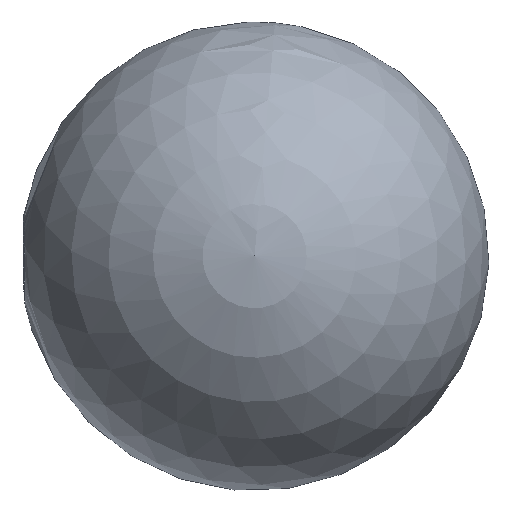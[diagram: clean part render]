
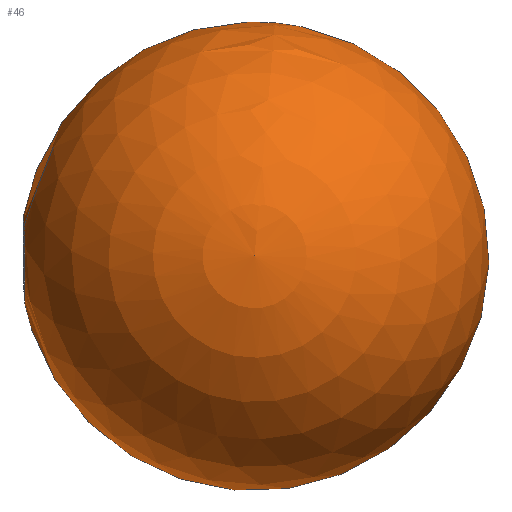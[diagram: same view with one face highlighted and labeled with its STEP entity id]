
A CAD part, top view. The second image highlights one B-rep face of the part: STEP entity #46.
In plain terms, the highlighted spherical face has radius 10 mm.
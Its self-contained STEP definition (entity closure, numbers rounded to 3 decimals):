
#46=ADVANCED_FACE('',(#54),#52,.T.);
#52=SPHERICAL_SURFACE('',#125,10.);
#54=FACE_OUTER_BOUND('',#60,.T.);
#60=EDGE_LOOP('',(#70,#71,#72,#73));
#66=CIRCLE('',#123,2.);
#67=CIRCLE('',#124,1.6);
#70=ORIENTED_EDGE('',*,*,#102,.F.);
#71=ORIENTED_EDGE('',*,*,#103,.F.);
#72=ORIENTED_EDGE('',*,*,#104,.F.);
#73=ORIENTED_EDGE('',*,*,#105,.T.);
#94=VERTEX_POINT('',#170);
#95=VERTEX_POINT('',#171);
#96=VERTEX_POINT('',#173);
#97=VERTEX_POINT('',#186);
#102=EDGE_CURVE('',#94,#95,#114,.T.);
#103=EDGE_CURVE('',#96,#94,#66,.T.);
#104=EDGE_CURVE('',#97,#96,#115,.T.);
#105=EDGE_CURVE('',#97,#95,#67,.T.);
#114=B_SPLINE_CURVE_WITH_KNOTS('',3,(#150,#151,#152,#153,#154,#155,#156,
#157,#158,#159,#160,#161,#162,#163,#164,#165,#166,#167,#168,#169),
 .UNSPECIFIED.,.F.,.F.,(4,2,2,2,2,2,2,2,2,4),(0.,0.125,0.25,0.375,0.5,0.625,
0.688,0.75,0.875,1.),.UNSPECIFIED.);
#115=B_SPLINE_CURVE_WITH_KNOTS('',3,(#174,#175,#176,#177,#178,#179,#180,
#181,#182,#183,#184,#185),.UNSPECIFIED.,.F.,.F.,(4,2,2,2,2,4),(0.,0.125,
0.25,0.5,0.75,1.),.UNSPECIFIED.);
#123=AXIS2_PLACEMENT_3D('',#172,#133,#134);
#124=AXIS2_PLACEMENT_3D('',#187,#135,#136);
#125=AXIS2_PLACEMENT_3D('',#188,#137,#138);
#133=DIRECTION('',(-1.,0.,0.));
#134=DIRECTION('',(0.,0.,-1.));
#135=DIRECTION('',(1.,0.,0.));
#136=DIRECTION('',(0.,0.,-1.));
#137=DIRECTION('',(0.,0.,1.));
#138=DIRECTION('',(1.,0.,0.));
#150=CARTESIAN_POINT('',(-9.798,-0.487,1.94));
#151=CARTESIAN_POINT('',(-9.801,-0.283,1.977));
#152=CARTESIAN_POINT('',(-9.804,-0.078,1.982));
#153=CARTESIAN_POINT('',(-9.81,0.334,1.923));
#154=CARTESIAN_POINT('',(-9.813,0.529,1.862));
#155=CARTESIAN_POINT('',(-9.819,0.901,1.678));
#156=CARTESIAN_POINT('',(-9.822,1.069,1.559));
#157=CARTESIAN_POINT('',(-9.828,1.361,1.266));
#158=CARTESIAN_POINT('',(-9.831,1.48,1.096));
#159=CARTESIAN_POINT('',(-9.837,1.657,0.723));
#160=CARTESIAN_POINT('',(-9.84,1.714,0.523));
#161=CARTESIAN_POINT('',(-9.845,1.745,0.215));
#162=CARTESIAN_POINT('',(-9.846,1.747,0.11));
#163=CARTESIAN_POINT('',(-9.849,1.73,-0.094));
#164=CARTESIAN_POINT('',(-9.851,1.713,-0.195));
#165=CARTESIAN_POINT('',(-9.856,1.632,-0.494));
#166=CARTESIAN_POINT('',(-9.859,1.543,-0.682));
#167=CARTESIAN_POINT('',(-9.865,1.299,-1.019));
#168=CARTESIAN_POINT('',(-9.868,1.149,-1.161));
#169=CARTESIAN_POINT('',(-9.871,0.972,-1.271));
#170=CARTESIAN_POINT('',(-9.798,-0.487,1.94));
#171=CARTESIAN_POINT('',(-9.871,0.972,-1.271));
#172=CARTESIAN_POINT('',(-9.798,0.,0.));
#173=CARTESIAN_POINT('',(-9.798,-1.999,-0.048));
#174=CARTESIAN_POINT('',(-9.871,-0.213,-1.586));
#175=CARTESIAN_POINT('',(-9.868,-0.32,-1.589));
#176=CARTESIAN_POINT('',(-9.866,-0.428,-1.58));
#177=CARTESIAN_POINT('',(-9.86,-0.639,-1.544));
#178=CARTESIAN_POINT('',(-9.857,-0.742,-1.517));
#179=CARTESIAN_POINT('',(-9.848,-1.045,-1.405));
#180=CARTESIAN_POINT('',(-9.842,-1.23,-1.295));
#181=CARTESIAN_POINT('',(-9.83,-1.55,-1.009));
#182=CARTESIAN_POINT('',(-9.824,-1.683,-0.838));
#183=CARTESIAN_POINT('',(-9.811,-1.889,-0.463));
#184=CARTESIAN_POINT('',(-9.805,-1.962,-0.26));
#185=CARTESIAN_POINT('',(-9.798,-1.999,-0.048));
#186=CARTESIAN_POINT('',(-9.871,-0.213,-1.586));
#187=CARTESIAN_POINT('',(-9.871,0.,0.));
#188=CARTESIAN_POINT('',(0.,0.,0.));
